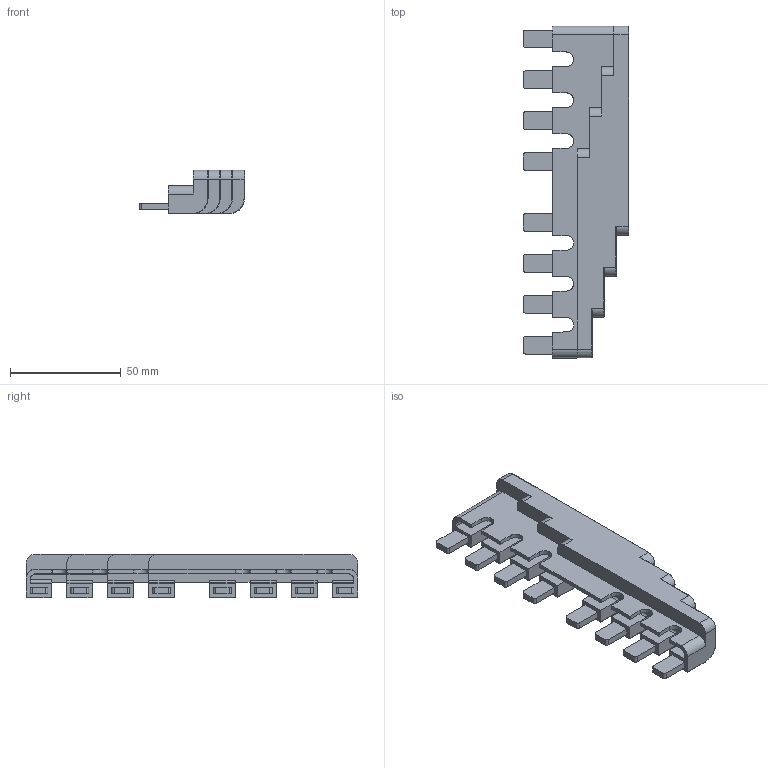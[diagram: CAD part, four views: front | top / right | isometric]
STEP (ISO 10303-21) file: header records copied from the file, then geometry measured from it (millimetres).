
FILE_DESCRIPTION(/* description */ (''),/* implementation_level */ '2;1');
FILE_NAME(/* name */ 'FILE_STP_CAD_DRAWING_BFX3371_Catalog_prt.stp',/* time_stamp */ '2020-11-05T11:37:11+01:00',/* author */ (''),/* organization */ (''),/* preprocessor_version */ 'ST-DEVELOPER v16.7',/* originating_system */ 'SIEMENS PLM Software NX 12.0',/* authorisation */ '');
FILE_SCHEMA (('AUTOMOTIVE_DESIGN { 1 0 10303 214 3 1 1 1 }'));
Length unit declared in the file: millimetre
Products named in the file (1): BFX3371_Catalog
Bounding box: 47.7 x 150.1 x 19.6 mm (x, y, z)
Surface area: 25519.6 mm2 (no closed solid volume)
Topology: 0 solids, 9 shells, 401 faces, 1164 edges, 773 vertices
Faces by surface type: plane 208, cylinder 121, torus 27, extrusion 24, bspline 19, cone 2
Entity records: 14403 total; most frequent: CARTESIAN_POINT 3933, ORIENTED_EDGE 2162, DIRECTION 2067, EDGE_CURVE 1157, VERTEX_POINT 773, VECTOR 723, LINE 699, AXIS2_PLACEMENT_3D 672
